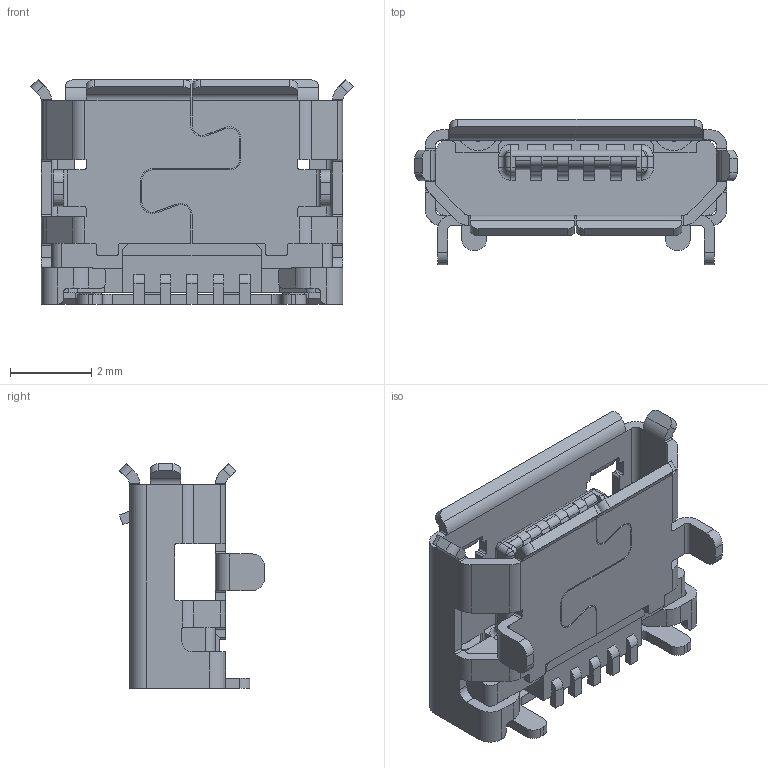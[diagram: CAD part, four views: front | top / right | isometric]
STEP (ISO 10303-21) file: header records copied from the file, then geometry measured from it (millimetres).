
FILE_DESCRIPTION(('CoCreate Modeling STEP Export'),'2;1');
FILE_NAME('3D-A4A0505-A-30-R.stp','2010-07-23T 9:08:13',(''),(''),'CoCreate Modeling STEP processor for AP214 (Solid Model)','CoCreate Modeling 16.00 13-May-2008 (C) Parametric Technology GmbH','');
FILE_SCHEMA(('AUTOMOTIVE_DESIGN { 1 0 10303 214 1 1 1 1 }'));
Length unit declared in the file: millimetre
Products named in the file (4): shell; micro-usb; A4A0505-A.stp; 3D-A4A0505-A-30-R.stp
Assembly tree (3 placements, depth 4):
  3D-A4A0505-A-30-R.stp
    A4A0505-A.stp
      micro-usb
        shell
Bounding box: 7.91 x 3.57 x 5.52 mm (x, y, z)
Surface area: 261.8 mm2 (no closed solid volume)
Topology: 1 solids, 2 shells, 646 faces, 1835 edges, 1169 vertices
Faces by surface type: plane 404, cylinder 220, cone 8, sphere 8, torus 4, bspline 2
Entity records: 20684 total; most frequent: CARTESIAN_POINT 3757, ORIENTED_EDGE 3692, DIRECTION 3440, EDGE_CURVE 1835, VECTOR 1294, LINE 1294, VERTEX_POINT 1170, AXIS2_PLACEMENT_3D 1073
